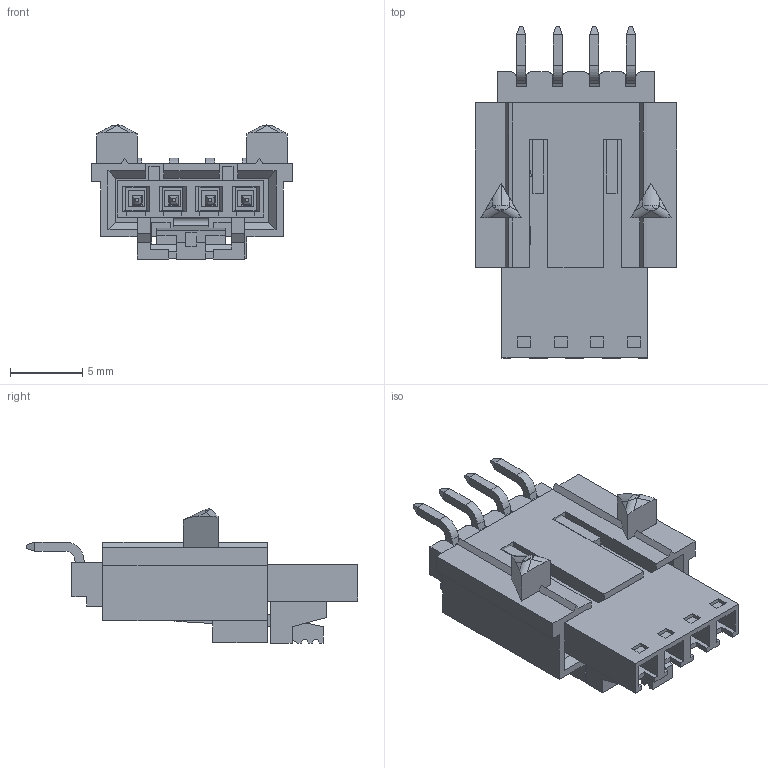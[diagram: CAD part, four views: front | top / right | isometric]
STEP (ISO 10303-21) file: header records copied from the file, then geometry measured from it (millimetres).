
FILE_DESCRIPTION (( 'STEP AP214' ), '1' );
FILE_NAME ('Assem1.STEP', '2019-01-22T01:48:46', ( '' ), ( '' ), 'SwSTEP 2.0', 'SolidWorks 2017', '' );
FILE_SCHEMA (( 'AUTOMOTIVE_DESIGN' ));
Length unit declared in the file: millimetre
Products named in the file (3): 050579404; Assem1; 015913044
Assembly tree (2 placements, depth 2):
  Assem1
    050579404
    015913044
Bounding box: 13.97 x 23.05 x 9.32 mm (x, y, z)
Volume: 787.2 mm3; surface area: 2114.6 mm2
Topology: 6 solids, 6 shells, 441 faces, 1162 edges, 741 vertices
Faces by surface type: plane 392, cylinder 39, bspline 10
Entity records: 16220 total; most frequent: CARTESIAN_POINT 2775, ORIENTED_EDGE 2324, DIRECTION 2055, EDGE_CURVE 1162, VECTOR 1055, LINE 1055, VERTEX_POINT 741, AXIS2_PLACEMENT_3D 500
